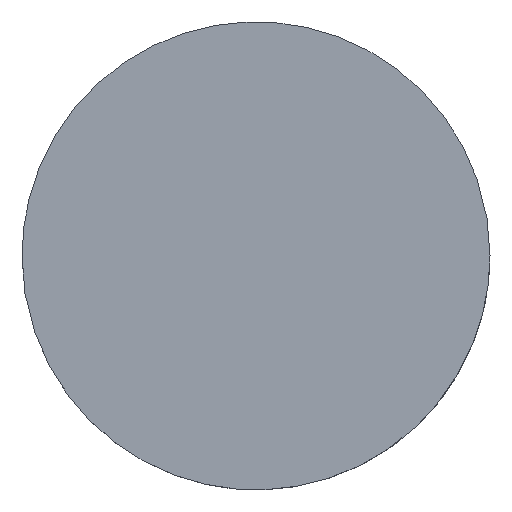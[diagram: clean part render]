
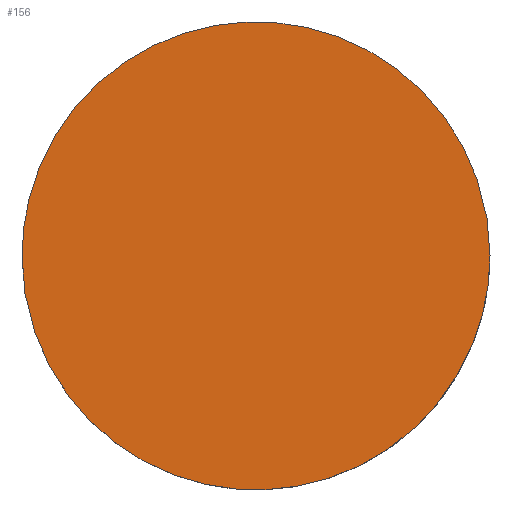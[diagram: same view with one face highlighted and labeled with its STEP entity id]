
A CAD part, top view. The second image highlights one B-rep face of the part: STEP entity #156.
In plain terms, the highlighted planar face has unit normal (0, 0, 1).
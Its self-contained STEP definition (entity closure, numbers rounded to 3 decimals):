
#13 = AXIS2_PLACEMENT_3D ( 'NONE', #77, #98, #155 ) ;
#14 =( BOUNDED_CURVE ( )  B_SPLINE_CURVE ( 2, ( #78, #86, #79, #26, #62 ),
 .UNSPECIFIED., .F., .T. ) 
 B_SPLINE_CURVE_WITH_KNOTS ( ( 3, 2, 3 ),
 ( 3.142, 4.712, 6.283 ),
 .UNSPECIFIED. ) 
 CURVE ( )  GEOMETRIC_REPRESENTATION_ITEM ( )  RATIONAL_B_SPLINE_CURVE ( ( 1., 0.707, 1., 0.707, 1. ) ) 
 REPRESENTATION_ITEM ( '' )  );
#22 = ORIENTED_EDGE ( 'NONE', *, *, #82, .T. ) ;
#24 = CARTESIAN_POINT ( 'NONE',  ( 19.05, 19.05, 4. ) ) ;
#26 = CARTESIAN_POINT ( 'NONE',  ( 19.05, -19.05, 4. ) ) ;
#38 = EDGE_LOOP ( 'NONE', ( #22, #67 ) ) ;
#45 = CARTESIAN_POINT ( 'NONE',  ( -19.05, 19.05, 4. ) ) ;
#49 = CARTESIAN_POINT ( 'NONE',  ( 19.05, 0., 4. ) ) ;
#62 = CARTESIAN_POINT ( 'NONE',  ( 19.05, 0., 4. ) ) ;
#67 = ORIENTED_EDGE ( 'NONE', *, *, #113, .T. ) ;
#77 = CARTESIAN_POINT ( 'NONE',  ( 0., 39.066, 4. ) ) ;
#78 = CARTESIAN_POINT ( 'NONE',  ( -19.05, 0., 4. ) ) ;
#79 = CARTESIAN_POINT ( 'NONE',  ( 0., -19.05, 4. ) ) ;
#82 = EDGE_CURVE ( 'NONE', #126, #117, #85, .T. ) ;
#85 =( BOUNDED_CURVE ( )  B_SPLINE_CURVE ( 2, ( #110, #24, #112, #45, #164 ),
 .UNSPECIFIED., .F., .T. ) 
 B_SPLINE_CURVE_WITH_KNOTS ( ( 3, 2, 3 ),
 ( 0., 1.571, 3.142 ),
 .UNSPECIFIED. ) 
 CURVE ( )  GEOMETRIC_REPRESENTATION_ITEM ( )  RATIONAL_B_SPLINE_CURVE ( ( 1., 0.707, 1., 0.707, 1. ) ) 
 REPRESENTATION_ITEM ( '' )  );
#86 = CARTESIAN_POINT ( 'NONE',  ( -19.05, -19.05, 4. ) ) ;
#98 = DIRECTION ( 'NONE',  ( 0., 0., 1. ) ) ;
#110 = CARTESIAN_POINT ( 'NONE',  ( 19.05, 0., 4. ) ) ;
#112 = CARTESIAN_POINT ( 'NONE',  ( 0., 19.05, 4. ) ) ;
#113 = EDGE_CURVE ( 'NONE', #117, #126, #14, .T. ) ;
#117 = VERTEX_POINT ( 'NONE', #174 ) ;
#126 = VERTEX_POINT ( 'NONE', #49 ) ;
#132 = FACE_OUTER_BOUND ( 'NONE', #38, .T. ) ;
#155 = DIRECTION ( 'NONE',  ( 1., 0., 0. ) ) ;
#156 = ADVANCED_FACE ( 'NONE', ( #132 ), #173, .T. ) ;
#164 = CARTESIAN_POINT ( 'NONE',  ( -19.05, 0., 4. ) ) ;
#173 = PLANE ( 'NONE',  #13 ) ;
#174 = CARTESIAN_POINT ( 'NONE',  ( -19.05, 0., 4. ) ) ;
